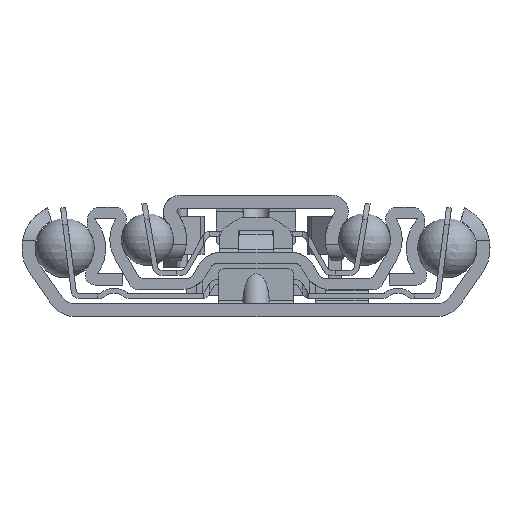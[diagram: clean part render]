
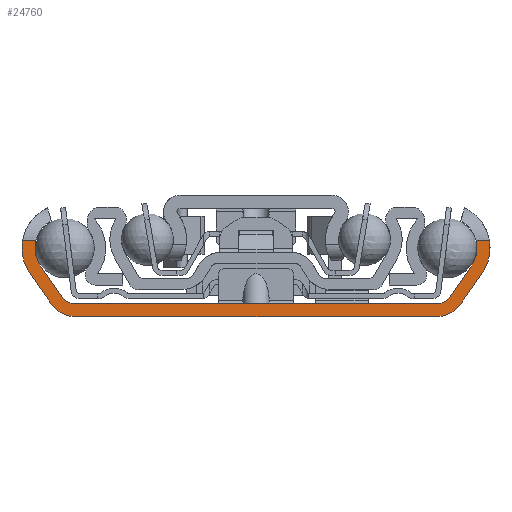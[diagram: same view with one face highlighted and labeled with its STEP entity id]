
A CAD part, left-side view. The second image highlights one B-rep face of the part: STEP entity #24760.
In plain terms, the highlighted planar face has unit normal (-1, 0, 0).
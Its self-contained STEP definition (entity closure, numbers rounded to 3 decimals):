
#487=PLANE('',#26546);
#1489=FACE_OUTER_BOUND('',#2783,.T.);
#2783=EDGE_LOOP('',(#17447,#17448,#17449,#17450,#17451,#17452,#17453,#17454,
#17455,#17456,#17457,#17458,#17459,#17460,#17461,#17462));
#4015=LINE('',#36438,#6429);
#4231=LINE('',#37870,#6645);
#4279=LINE('',#38067,#6693);
#4280=LINE('',#38082,#6694);
#4284=LINE('',#38093,#6698);
#4286=LINE('',#38100,#6700);
#4289=LINE('',#38109,#6703);
#4291=LINE('',#38116,#6705);
#6429=VECTOR('',#28777,10.);
#6645=VECTOR('',#29539,10.);
#6693=VECTOR('',#29679,10.);
#6694=VECTOR('',#29684,10.);
#6698=VECTOR('',#29700,10.);
#6700=VECTOR('',#29708,10.);
#6703=VECTOR('',#29721,10.);
#6705=VECTOR('',#29729,10.);
#8948=CIRCLE('',#26406,6.725);
#8957=CIRCLE('',#26417,4.75);
#8994=CIRCLE('',#26531,4.5);
#8995=CIRCLE('',#26534,4.75);
#8996=CIRCLE('',#26537,2.25);
#8997=CIRCLE('',#26539,2.25);
#8998=CIRCLE('',#26542,6.725);
#8999=CIRCLE('',#26545,4.5);
#10018=VERTEX_POINT('',#36436);
#10019=VERTEX_POINT('',#36437);
#10229=VERTEX_POINT('',#37612);
#10230=VERTEX_POINT('',#37625);
#10242=VERTEX_POINT('',#37655);
#10243=VERTEX_POINT('',#37666);
#10306=VERTEX_POINT('',#37868);
#10307=VERTEX_POINT('',#37869);
#10344=VERTEX_POINT('',#38053);
#10346=VERTEX_POINT('',#38070);
#10348=VERTEX_POINT('',#38089);
#10349=VERTEX_POINT('',#38095);
#10350=VERTEX_POINT('',#38099);
#10351=VERTEX_POINT('',#38105);
#10352=VERTEX_POINT('',#38111);
#10353=VERTEX_POINT('',#38115);
#12569=EDGE_CURVE('',#10018,#10019,#4015,.T.);
#12874=EDGE_CURVE('',#10229,#10230,#8948,.T.);
#12891=EDGE_CURVE('',#10242,#10243,#8957,.T.);
#12993=EDGE_CURVE('',#10306,#10307,#4231,.T.);
#13063=EDGE_CURVE('',#10344,#10242,#4279,.T.);
#13066=EDGE_CURVE('',#10346,#10229,#4280,.T.);
#13070=EDGE_CURVE('',#10348,#10306,#8994,.T.);
#13072=EDGE_CURVE('',#10230,#10348,#4284,.T.);
#13074=EDGE_CURVE('',#10349,#10346,#8995,.T.);
#13075=EDGE_CURVE('',#10350,#10349,#4286,.T.);
#13077=EDGE_CURVE('',#10019,#10350,#8996,.T.);
#13078=EDGE_CURVE('',#10351,#10018,#8997,.T.);
#13080=EDGE_CURVE('',#10243,#10351,#4289,.T.);
#13082=EDGE_CURVE('',#10352,#10344,#8998,.T.);
#13083=EDGE_CURVE('',#10353,#10352,#4291,.T.);
#13085=EDGE_CURVE('',#10307,#10353,#8999,.T.);
#17447=ORIENTED_EDGE('',*,*,#13066,.F.);
#17448=ORIENTED_EDGE('',*,*,#13074,.F.);
#17449=ORIENTED_EDGE('',*,*,#13075,.F.);
#17450=ORIENTED_EDGE('',*,*,#13077,.F.);
#17451=ORIENTED_EDGE('',*,*,#12569,.F.);
#17452=ORIENTED_EDGE('',*,*,#13078,.F.);
#17453=ORIENTED_EDGE('',*,*,#13080,.F.);
#17454=ORIENTED_EDGE('',*,*,#12891,.F.);
#17455=ORIENTED_EDGE('',*,*,#13063,.F.);
#17456=ORIENTED_EDGE('',*,*,#13082,.F.);
#17457=ORIENTED_EDGE('',*,*,#13083,.F.);
#17458=ORIENTED_EDGE('',*,*,#13085,.F.);
#17459=ORIENTED_EDGE('',*,*,#12993,.F.);
#17460=ORIENTED_EDGE('',*,*,#13070,.F.);
#17461=ORIENTED_EDGE('',*,*,#13072,.F.);
#17462=ORIENTED_EDGE('',*,*,#12874,.F.);
#24760=ADVANCED_FACE('',(#1489),#487,.F.);
#26406=AXIS2_PLACEMENT_3D('',#37626,#29309,#29310);
#26417=AXIS2_PLACEMENT_3D('',#37667,#29338,#29339);
#26531=AXIS2_PLACEMENT_3D('',#38090,#29695,#29696);
#26534=AXIS2_PLACEMENT_3D('',#38097,#29704,#29705);
#26537=AXIS2_PLACEMENT_3D('',#38103,#29712,#29713);
#26539=AXIS2_PLACEMENT_3D('',#38106,#29716,#29717);
#26542=AXIS2_PLACEMENT_3D('',#38113,#29725,#29726);
#26545=AXIS2_PLACEMENT_3D('',#38119,#29733,#29734);
#26546=AXIS2_PLACEMENT_3D('',#38120,#29735,#29736);
#28777=DIRECTION('',(0.,-1.,0.));
#29309=DIRECTION('center_axis',(1.,0.,0.));
#29310=DIRECTION('ref_axis',(0.,-0.421,0.907));
#29338=DIRECTION('center_axis',(-1.,0.,0.));
#29339=DIRECTION('ref_axis',(0.,-0.819,0.574));
#29539=DIRECTION('',(0.,1.,0.));
#29679=DIRECTION('',(0.,-1.,0.));
#29684=DIRECTION('',(0.,-1.,0.));
#29695=DIRECTION('center_axis',(1.,0.,0.));
#29696=DIRECTION('ref_axis',(0.,-0.819,-0.574));
#29700=DIRECTION('',(0.,0.574,-0.819));
#29704=DIRECTION('center_axis',(-1.,0.,0.));
#29705=DIRECTION('ref_axis',(0.,0.489,-0.872));
#29708=DIRECTION('',(0.,-0.574,0.819));
#29712=DIRECTION('center_axis',(-1.,0.,0.));
#29713=DIRECTION('ref_axis',(0.,0.819,0.574));
#29716=DIRECTION('center_axis',(-1.,0.,0.));
#29717=DIRECTION('ref_axis',(0.,0.,1.));
#29721=DIRECTION('',(0.,-0.574,-0.819));
#29725=DIRECTION('center_axis',(1.,0.,0.));
#29726=DIRECTION('ref_axis',(0.,0.819,-0.574));
#29729=DIRECTION('',(0.,0.574,0.819));
#29733=DIRECTION('center_axis',(1.,0.,0.));
#29734=DIRECTION('ref_axis',(0.,0.,-1.));
#29735=DIRECTION('center_axis',(1.,0.,0.));
#29736=DIRECTION('ref_axis',(0.,0.,-1.));
#36436=CARTESIAN_POINT('',(0.,27.471,2.));
#36437=CARTESIAN_POINT('',(0.,-27.471,2.));
#36438=CARTESIAN_POINT('',(0.,27.471,2.));
#37612=CARTESIAN_POINT('',(0.,-35.359,11.5));
#37625=CARTESIAN_POINT('',(0.,-34.234,6.543));
#37626=CARTESIAN_POINT('Origin',(0.,-28.725,10.4));
#37655=CARTESIAN_POINT('',(0.,33.346,11.5));
#37666=CARTESIAN_POINT('',(0.,32.616,7.676));
#37667=CARTESIAN_POINT('Origin',(0.,28.725,10.4));
#37868=CARTESIAN_POINT('',(0.,-27.31,0.));
#37869=CARTESIAN_POINT('',(0.,27.31,0.));
#37870=CARTESIAN_POINT('',(0.,0.,0.));
#38053=CARTESIAN_POINT('',(0.,35.359,11.5));
#38067=CARTESIAN_POINT('',(0.,0.,11.5));
#38070=CARTESIAN_POINT('',(0.,-33.346,11.5));
#38082=CARTESIAN_POINT('',(0.,0.,11.5));
#38089=CARTESIAN_POINT('',(0.,-30.996,1.919));
#38090=CARTESIAN_POINT('Origin',(0.,-27.31,4.5));
#38093=CARTESIAN_POINT('',(0.,-34.234,6.543));
#38095=CARTESIAN_POINT('',(0.,-32.616,7.676));
#38097=CARTESIAN_POINT('Origin',(0.,-28.725,10.4));
#38099=CARTESIAN_POINT('',(0.,-29.314,2.959));
#38100=CARTESIAN_POINT('',(0.,-29.314,2.959));
#38103=CARTESIAN_POINT('Origin',(0.,-27.471,4.25));
#38105=CARTESIAN_POINT('',(0.,29.314,2.959));
#38106=CARTESIAN_POINT('Origin',(0.,27.471,4.25));
#38109=CARTESIAN_POINT('',(0.,32.616,7.676));
#38111=CARTESIAN_POINT('',(0.,34.234,6.543));
#38113=CARTESIAN_POINT('Origin',(0.,28.725,10.4));
#38115=CARTESIAN_POINT('',(0.,30.996,1.919));
#38116=CARTESIAN_POINT('',(0.,30.996,1.919));
#38119=CARTESIAN_POINT('Origin',(0.,27.31,4.5));
#38120=CARTESIAN_POINT('Origin',(0.,0.,3.636));
